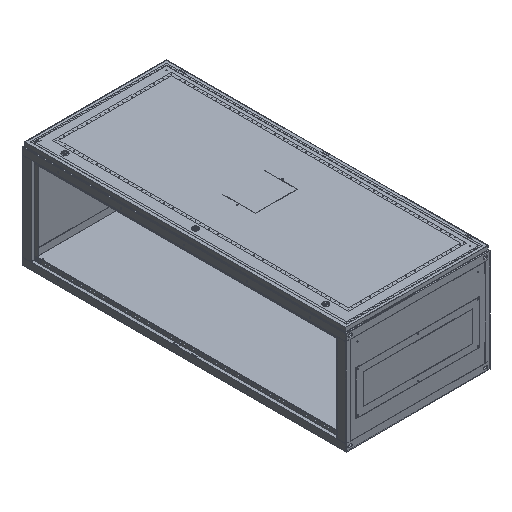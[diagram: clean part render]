
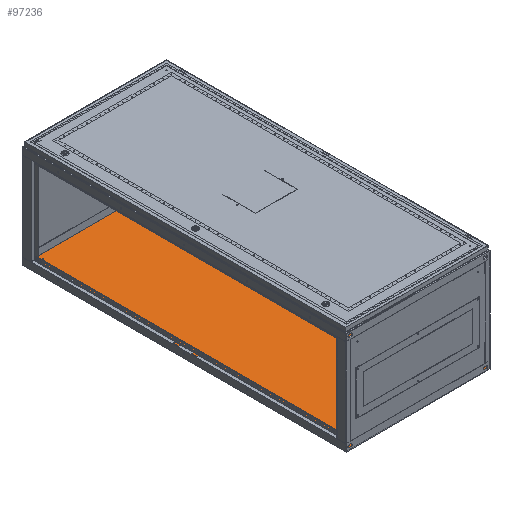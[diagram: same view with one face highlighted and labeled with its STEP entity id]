
A CAD part, isometric view. The second image highlights one B-rep face of the part: STEP entity #97236.
In plain terms, the highlighted planar face has unit normal (0, 0, 1).
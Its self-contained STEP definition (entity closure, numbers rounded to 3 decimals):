
#3790 = CIRCLE ( 'NONE', #29797, 3. ) ;
#4687 = DIRECTION ( 'NONE',  ( 0., -1., 0. ) ) ;
#5521 = AXIS2_PLACEMENT_3D ( 'NONE', #100935, #26646, #74912 ) ;
#5792 = LINE ( 'NONE', #62154, #37646 ) ;
#6082 = VERTEX_POINT ( 'NONE', #16336 ) ;
#7288 = EDGE_LOOP ( 'NONE', ( #53886, #82529 ) ) ;
#7571 = EDGE_CURVE ( 'NONE', #10535, #50928, #60882, .T. ) ;
#8026 = VECTOR ( 'NONE', #72818, 1000. ) ;
#8212 = EDGE_CURVE ( 'NONE', #50928, #10535, #3790, .T. ) ;
#8275 = VERTEX_POINT ( 'NONE', #73446 ) ;
#8964 = CARTESIAN_POINT ( 'NONE',  ( 328., 1759., -283.5 ) ) ;
#9764 = DIRECTION ( 'NONE',  ( -1., 0., 0. ) ) ;
#9976 = VERTEX_POINT ( 'NONE', #41229 ) ;
#10535 = VERTEX_POINT ( 'NONE', #31816 ) ;
#13621 = CARTESIAN_POINT ( 'NONE',  ( -325., 1759., -283.5 ) ) ;
#13705 = FACE_BOUND ( 'NONE', #72151, .T. ) ;
#13814 = EDGE_CURVE ( 'NONE', #9976, #48225, #102389, .T. ) ;
#14482 = CARTESIAN_POINT ( 'NONE',  ( -325., 1759., -283.5 ) ) ;
#15804 = AXIS2_PLACEMENT_3D ( 'NONE', #37627, #30048, #104347 ) ;
#16078 = DIRECTION ( 'NONE',  ( 0., 0., 1. ) ) ;
#16336 = CARTESIAN_POINT ( 'NONE',  ( -398.5, 1797.5, -283.5 ) ) ;
#16380 = CARTESIAN_POINT ( 'NONE',  ( -398.5, 1.5, -283.5 ) ) ;
#17048 = LINE ( 'NONE', #31229, #74343 ) ;
#20490 = DIRECTION ( 'NONE',  ( 0., 0., 1. ) ) ;
#22380 = DIRECTION ( 'NONE',  ( 0., 0., -1. ) ) ;
#22702 = CIRCLE ( 'NONE', #15804, 3. ) ;
#22787 = DIRECTION ( 'NONE',  ( 0., 0., 1. ) ) ;
#26361 = VERTEX_POINT ( 'NONE', #64455 ) ;
#26646 = DIRECTION ( 'NONE',  ( 0., 0., 1. ) ) ;
#27640 = EDGE_LOOP ( 'NONE', ( #39966, #70197, #48453, #83785 ) ) ;
#28641 = CARTESIAN_POINT ( 'NONE',  ( -322., 40., -283.5 ) ) ;
#29797 = AXIS2_PLACEMENT_3D ( 'NONE', #105483, #39859, #104944 ) ;
#30048 = DIRECTION ( 'NONE',  ( 0., 0., 1. ) ) ;
#30148 = ORIENTED_EDGE ( 'NONE', *, *, #8212, .F. ) ;
#30456 = CARTESIAN_POINT ( 'NONE',  ( 328., 40., -283.5 ) ) ;
#30513 = CARTESIAN_POINT ( 'NONE',  ( -398.5, 1797.5, -283.5 ) ) ;
#31229 = CARTESIAN_POINT ( 'NONE',  ( -398.5, 1797.5, -283.5 ) ) ;
#31816 = CARTESIAN_POINT ( 'NONE',  ( 322., 1759., -283.5 ) ) ;
#32129 = LINE ( 'NONE', #16380, #8026 ) ;
#33213 = EDGE_CURVE ( 'NONE', #71018, #39090, #72133, .T. ) ;
#36211 = CARTESIAN_POINT ( 'NONE',  ( 325., 40., -283.5 ) ) ;
#36313 = EDGE_CURVE ( 'NONE', #8275, #99376, #67210, .T. ) ;
#37627 = CARTESIAN_POINT ( 'NONE',  ( -325., 40., -283.5 ) ) ;
#37646 = VECTOR ( 'NONE', #4687, 1000. ) ;
#39090 = VERTEX_POINT ( 'NONE', #30456 ) ;
#39859 = DIRECTION ( 'NONE',  ( 0., 0., 1. ) ) ;
#39966 = ORIENTED_EDGE ( 'NONE', *, *, #59123, .T. ) ;
#40094 = AXIS2_PLACEMENT_3D ( 'NONE', #81839, #22787, #65033 ) ;
#40390 = EDGE_CURVE ( 'NONE', #39090, #71018, #88607, .T. ) ;
#41229 = CARTESIAN_POINT ( 'NONE',  ( -328., 40., -283.5 ) ) ;
#41557 = CARTESIAN_POINT ( 'NONE',  ( -328., 1759., -283.5 ) ) ;
#42066 = VERTEX_POINT ( 'NONE', #65073 ) ;
#44370 = AXIS2_PLACEMENT_3D ( 'NONE', #36211, #20490, #86630 ) ;
#46118 = DIRECTION ( 'NONE',  ( 0., 0., 1. ) ) ;
#48225 = VERTEX_POINT ( 'NONE', #28641 ) ;
#48453 = ORIENTED_EDGE ( 'NONE', *, *, #61963, .F. ) ;
#49498 = DIRECTION ( 'NONE',  ( 0., -1., 0. ) ) ;
#50928 = VERTEX_POINT ( 'NONE', #8964 ) ;
#51177 = AXIS2_PLACEMENT_3D ( 'NONE', #13621, #46118, #95513 ) ;
#53886 = ORIENTED_EDGE ( 'NONE', *, *, #68012, .F. ) ;
#54900 = FACE_BOUND ( 'NONE', #74511, .T. ) ;
#55442 = DIRECTION ( 'NONE',  ( -1., 0., 0. ) ) ;
#55690 = DIRECTION ( 'NONE',  ( -1., 0., 0. ) ) ;
#55713 = AXIS2_PLACEMENT_3D ( 'NONE', #67781, #59638, #9764 ) ;
#59123 = EDGE_CURVE ( 'NONE', #42066, #26361, #32129, .T. ) ;
#59638 = DIRECTION ( 'NONE',  ( 0., 0., 1. ) ) ;
#60882 = CIRCLE ( 'NONE', #40094, 3. ) ;
#61963 = EDGE_CURVE ( 'NONE', #6082, #69827, #17048, .T. ) ;
#62154 = CARTESIAN_POINT ( 'NONE',  ( 398.5, 1797.5, -283.5 ) ) ;
#63043 = FACE_BOUND ( 'NONE', #7288, .T. ) ;
#64133 = ORIENTED_EDGE ( 'NONE', *, *, #80471, .F. ) ;
#64455 = CARTESIAN_POINT ( 'NONE',  ( 398.5, 1.5, -283.5 ) ) ;
#65033 = DIRECTION ( 'NONE',  ( -1., 0., 0. ) ) ;
#65064 = CIRCLE ( 'NONE', #51177, 3. ) ;
#65073 = CARTESIAN_POINT ( 'NONE',  ( -398.5, 1.5, -283.5 ) ) ;
#67210 = CIRCLE ( 'NONE', #105350, 3. ) ;
#67375 = CARTESIAN_POINT ( 'NONE',  ( -398.5, 1797.5, -283.5 ) ) ;
#67781 = CARTESIAN_POINT ( 'NONE',  ( 325., 40., -283.5 ) ) ;
#67855 = EDGE_LOOP ( 'NONE', ( #106901, #102933 ) ) ;
#68012 = EDGE_CURVE ( 'NONE', #99376, #8275, #65064, .T. ) ;
#68324 = AXIS2_PLACEMENT_3D ( 'NONE', #30513, #22380, #55442 ) ;
#68654 = ORIENTED_EDGE ( 'NONE', *, *, #7571, .F. ) ;
#69827 = VERTEX_POINT ( 'NONE', #96342 ) ;
#70197 = ORIENTED_EDGE ( 'NONE', *, *, #70976, .F. ) ;
#70976 = EDGE_CURVE ( 'NONE', #69827, #26361, #5792, .T. ) ;
#71018 = VERTEX_POINT ( 'NONE', #88723 ) ;
#72133 = CIRCLE ( 'NONE', #44370, 3. ) ;
#72151 = EDGE_LOOP ( 'NONE', ( #74214, #64133 ) ) ;
#72818 = DIRECTION ( 'NONE',  ( 1., 0., 0. ) ) ;
#73446 = CARTESIAN_POINT ( 'NONE',  ( -322., 1759., -283.5 ) ) ;
#74214 = ORIENTED_EDGE ( 'NONE', *, *, #13814, .F. ) ;
#74343 = VECTOR ( 'NONE', #97381, 1000. ) ;
#74511 = EDGE_LOOP ( 'NONE', ( #68654, #30148 ) ) ;
#74912 = DIRECTION ( 'NONE',  ( -1., 0., 0. ) ) ;
#76581 = LINE ( 'NONE', #67375, #89228 ) ;
#80471 = EDGE_CURVE ( 'NONE', #48225, #9976, #22702, .T. ) ;
#81839 = CARTESIAN_POINT ( 'NONE',  ( 325., 1759., -283.5 ) ) ;
#82529 = ORIENTED_EDGE ( 'NONE', *, *, #36313, .F. ) ;
#83785 = ORIENTED_EDGE ( 'NONE', *, *, #84808, .T. ) ;
#84808 = EDGE_CURVE ( 'NONE', #6082, #42066, #76581, .T. ) ;
#86630 = DIRECTION ( 'NONE',  ( -1., 0., 0. ) ) ;
#87988 = FACE_BOUND ( 'NONE', #67855, .T. ) ;
#88607 = CIRCLE ( 'NONE', #55713, 3. ) ;
#88723 = CARTESIAN_POINT ( 'NONE',  ( 322., 40., -283.5 ) ) ;
#89228 = VECTOR ( 'NONE', #49498, 1000. ) ;
#95513 = DIRECTION ( 'NONE',  ( -1., 0., 0. ) ) ;
#96131 = FACE_OUTER_BOUND ( 'NONE', #27640, .T. ) ;
#96342 = CARTESIAN_POINT ( 'NONE',  ( 398.5, 1797.5, -283.5 ) ) ;
#97236 = ADVANCED_FACE ( 'NONE', ( #96131, #63043, #54900, #87988, #13705 ), #104805, .F. ) ;
#97381 = DIRECTION ( 'NONE',  ( 1., 0., 0. ) ) ;
#99376 = VERTEX_POINT ( 'NONE', #41557 ) ;
#100935 = CARTESIAN_POINT ( 'NONE',  ( -325., 40., -283.5 ) ) ;
#102389 = CIRCLE ( 'NONE', #5521, 3. ) ;
#102933 = ORIENTED_EDGE ( 'NONE', *, *, #40390, .F. ) ;
#104347 = DIRECTION ( 'NONE',  ( -1., 0., 0. ) ) ;
#104805 = PLANE ( 'NONE',  #68324 ) ;
#104944 = DIRECTION ( 'NONE',  ( -1., 0., 0. ) ) ;
#105350 = AXIS2_PLACEMENT_3D ( 'NONE', #14482, #16078, #55690 ) ;
#105483 = CARTESIAN_POINT ( 'NONE',  ( 325., 1759., -283.5 ) ) ;
#106901 = ORIENTED_EDGE ( 'NONE', *, *, #33213, .F. ) ;
